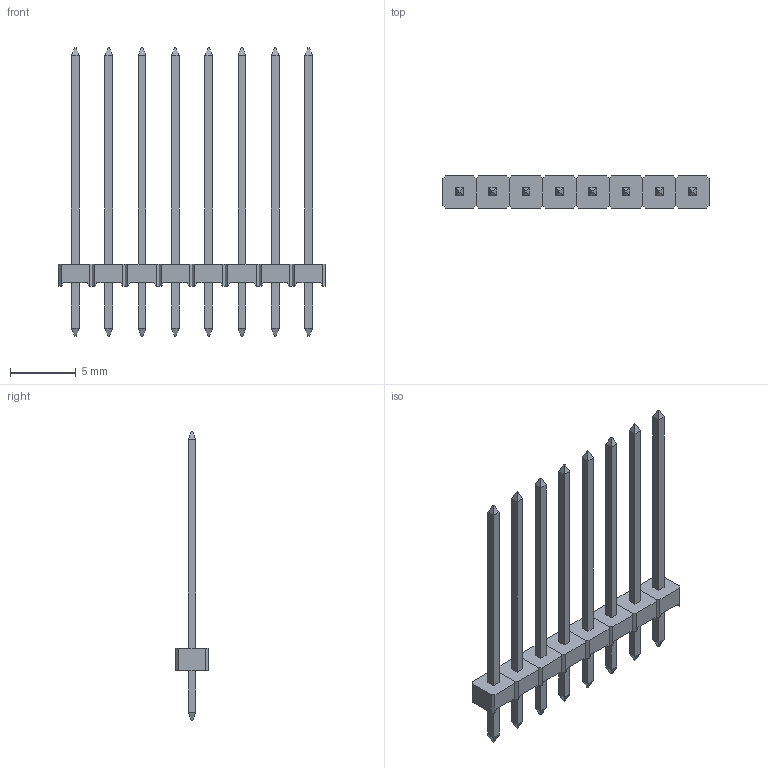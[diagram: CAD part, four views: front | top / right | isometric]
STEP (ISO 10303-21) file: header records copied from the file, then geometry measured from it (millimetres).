
FILE_DESCRIPTION((''),'2;1');
FILE_NAME('STELVIO-KONTEK_3860211108440.stp','2013-08-29T12:37:27',(''),(''),'Mechanical Desktop 2011','Mechanical Desktop 2011',', , ');
FILE_SCHEMA(('AUTOMOTIVE_DESIGN { 1 2 10303 214 1 1 1 1 }'));
Length unit declared in the file: millimetre
Products named in the file (1): Product
Bounding box: 20.32 x 2.45 x 22 mm (x, y, z)
Volume: 129.2 mm3; surface area: 618 mm2
Topology: 24 solids, 24 shells, 272 faces, 576 edges, 352 vertices
Faces by surface type: plane 272
Entity records: 7041 total; most frequent: CARTESIAN_POINT 1201, ORIENTED_EDGE 1152, DIRECTION 1122, VECTOR 576, LINE 576, EDGE_CURVE 576, VERTEX_POINT 352, AXIS2_PLACEMENT_3D 273
